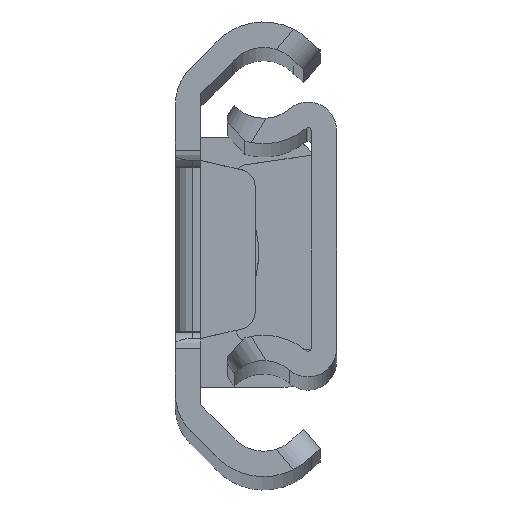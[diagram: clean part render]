
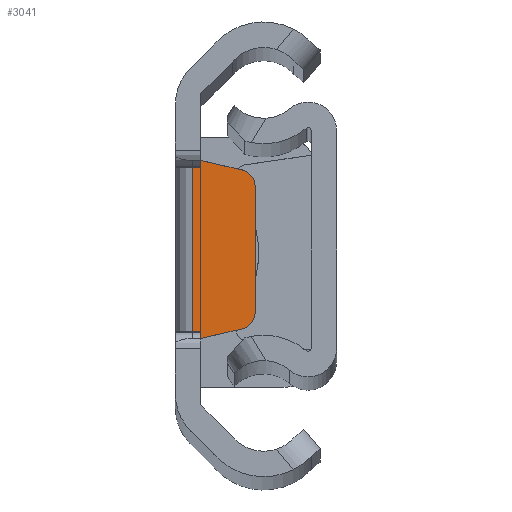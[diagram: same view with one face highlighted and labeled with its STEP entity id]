
A CAD part, top view. The second image highlights one B-rep face of the part: STEP entity #3041.
In plain terms, the highlighted planar face has unit normal (0, 0, 1).
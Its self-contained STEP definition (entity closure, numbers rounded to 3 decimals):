
#22 = CARTESIAN_POINT ( 'NONE',  ( 0., 5.25, -2.484 ) ) ;
#39 = ORIENTED_EDGE ( 'NONE', *, *, #4467, .T. ) ;
#49 = LINE ( 'NONE', #1286, #3997 ) ;
#73 = VERTEX_POINT ( 'NONE', #22 ) ;
#111 = DIRECTION ( 'NONE',  ( 0., 0., 1. ) ) ;
#262 = DIRECTION ( 'NONE',  ( 0., 0., -1. ) ) ;
#270 = CARTESIAN_POINT ( 'NONE',  ( -0.5, -5.25, -2.484 ) ) ;
#288 = CARTESIAN_POINT ( 'NONE',  ( 3.2, -3.707, -2.484 ) ) ;
#361 = DIRECTION ( 'NONE',  ( 0., 1., 0. ) ) ;
#456 = CARTESIAN_POINT ( 'NONE',  ( -10., -5.25, -2.484 ) ) ;
#458 = CARTESIAN_POINT ( 'NONE',  ( 0., -5.25, -2.484 ) ) ;
#617 = VERTEX_POINT ( 'NONE', #4495 ) ;
#670 = CARTESIAN_POINT ( 'NONE',  ( -0.5, 5.25, -2.484 ) ) ;
#725 = CARTESIAN_POINT ( 'NONE',  ( 3.2, 3.707, -2.484 ) ) ;
#758 = LINE ( 'NONE', #4563, #1368 ) ;
#863 = ORIENTED_EDGE ( 'NONE', *, *, #1823, .T. ) ;
#920 = LINE ( 'NONE', #4346, #4180 ) ;
#958 = VERTEX_POINT ( 'NONE', #2213 ) ;
#1061 = LINE ( 'NONE', #2578, #1426 ) ;
#1212 = LINE ( 'NONE', #456, #3125 ) ;
#1286 = CARTESIAN_POINT ( 'NONE',  ( 3.2, -4.5, -2.484 ) ) ;
#1350 = ORIENTED_EDGE ( 'NONE', *, *, #3737, .T. ) ;
#1368 = VECTOR ( 'NONE', #361, 1000. ) ;
#1394 = ORIENTED_EDGE ( 'NONE', *, *, #1548, .T. ) ;
#1426 = VECTOR ( 'NONE', #3742, 1000. ) ;
#1548 = EDGE_CURVE ( 'NONE', #4175, #4821, #758, .T. ) ;
#1613 = CARTESIAN_POINT ( 'NONE',  ( 2.2, 3.707, -2.484 ) ) ;
#1756 = EDGE_LOOP ( 'NONE', ( #2492, #1350, #4374, #3731, #3253, #1394, #39, #863 ) ) ;
#1823 = EDGE_CURVE ( 'NONE', #617, #73, #920, .T. ) ;
#1907 = CIRCLE ( 'NONE', #2548, 1. ) ;
#1908 = EDGE_CURVE ( 'NONE', #3759, #3201, #1212, .T. ) ;
#1973 = DIRECTION ( 'NONE',  ( 0.974, 0.228, 0. ) ) ;
#2008 = DIRECTION ( 'NONE',  ( 1., 0., 0. ) ) ;
#2140 = CARTESIAN_POINT ( 'NONE',  ( 2.2, -3.707, -2.484 ) ) ;
#2156 = CIRCLE ( 'NONE', #4334, 1. ) ;
#2213 = CARTESIAN_POINT ( 'NONE',  ( 2.428, -4.681, -2.484 ) ) ;
#2216 = LINE ( 'NONE', #270, #4486 ) ;
#2414 = DIRECTION ( 'NONE',  ( -1., 0., 0. ) ) ;
#2422 = DIRECTION ( 'NONE',  ( -0.974, 0.228, 0. ) ) ;
#2492 = ORIENTED_EDGE ( 'NONE', *, *, #4691, .F. ) ;
#2548 = AXIS2_PLACEMENT_3D ( 'NONE', #2140, #3673, #3649 ) ;
#2578 = CARTESIAN_POINT ( 'NONE',  ( -10., 5.25, -2.484 ) ) ;
#2600 = VERTEX_POINT ( 'NONE', #670 ) ;
#3041 = ADVANCED_FACE ( 'NONE', ( #4006 ), #3311, .F. ) ;
#3076 = AXIS2_PLACEMENT_3D ( 'NONE', #3695, #262, #3719 ) ;
#3125 = VECTOR ( 'NONE', #2008, 1000. ) ;
#3201 = VERTEX_POINT ( 'NONE', #458 ) ;
#3253 = ORIENTED_EDGE ( 'NONE', *, *, #4200, .T. ) ;
#3311 = PLANE ( 'NONE',  #3076 ) ;
#3649 = DIRECTION ( 'NONE',  ( -1., 0., 0. ) ) ;
#3654 = CARTESIAN_POINT ( 'NONE',  ( -0.5, -5.25, -2.484 ) ) ;
#3673 = DIRECTION ( 'NONE',  ( 0., 0., 1. ) ) ;
#3695 = CARTESIAN_POINT ( 'NONE',  ( -10., 5.25, -2.484 ) ) ;
#3719 = DIRECTION ( 'NONE',  ( -1., 0., 0. ) ) ;
#3731 = ORIENTED_EDGE ( 'NONE', *, *, #4846, .T. ) ;
#3737 = EDGE_CURVE ( 'NONE', #2600, #3759, #2216, .T. ) ;
#3742 = DIRECTION ( 'NONE',  ( 1., 0., 0. ) ) ;
#3759 = VERTEX_POINT ( 'NONE', #3654 ) ;
#3997 = VECTOR ( 'NONE', #1973, 1000. ) ;
#4006 = FACE_OUTER_BOUND ( 'NONE', #1756, .T. ) ;
#4175 = VERTEX_POINT ( 'NONE', #288 ) ;
#4180 = VECTOR ( 'NONE', #2422, 1000. ) ;
#4200 = EDGE_CURVE ( 'NONE', #958, #4175, #1907, .T. ) ;
#4334 = AXIS2_PLACEMENT_3D ( 'NONE', #1613, #111, #2414 ) ;
#4346 = CARTESIAN_POINT ( 'NONE',  ( 0., 5.25, -2.484 ) ) ;
#4374 = ORIENTED_EDGE ( 'NONE', *, *, #1908, .T. ) ;
#4467 = EDGE_CURVE ( 'NONE', #4821, #617, #2156, .T. ) ;
#4486 = VECTOR ( 'NONE', #4841, 1000. ) ;
#4495 = CARTESIAN_POINT ( 'NONE',  ( 2.428, 4.681, -2.484 ) ) ;
#4563 = CARTESIAN_POINT ( 'NONE',  ( 3.2, 4.5, -2.484 ) ) ;
#4691 = EDGE_CURVE ( 'NONE', #2600, #73, #1061, .T. ) ;
#4821 = VERTEX_POINT ( 'NONE', #725 ) ;
#4841 = DIRECTION ( 'NONE',  ( 0., -1., 0. ) ) ;
#4846 = EDGE_CURVE ( 'NONE', #3201, #958, #49, .T. ) ;
